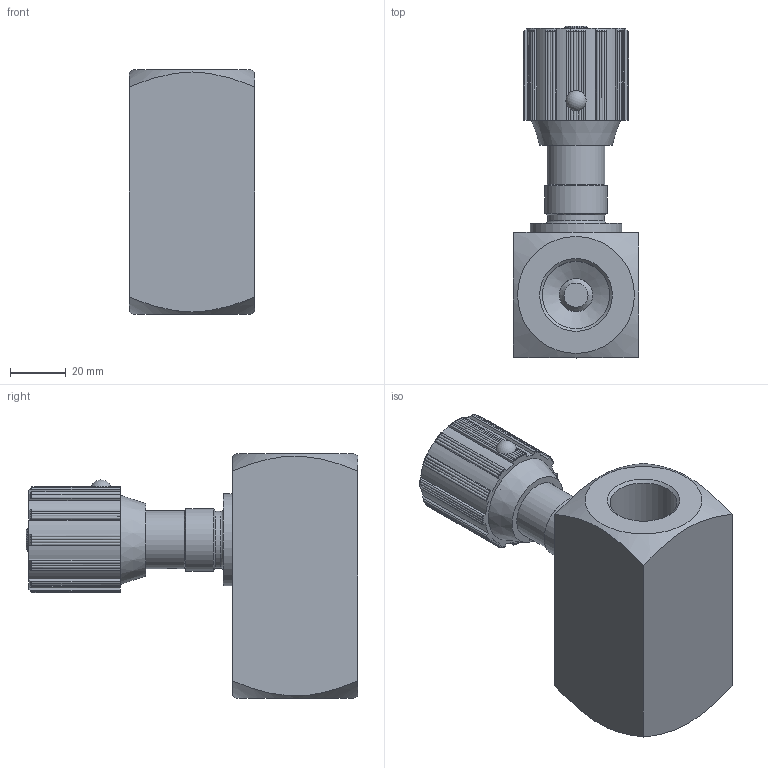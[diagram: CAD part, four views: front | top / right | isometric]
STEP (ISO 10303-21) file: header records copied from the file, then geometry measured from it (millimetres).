
FILE_DESCRIPTION(/* description */ (''),/* implementation_level */ '2;1');
FILE_NAME(/* name */ '94206-01-917-31743.stp',/* time_stamp */ '2018-01-31T15:58:46+01:00',/* author */ ('sbaus'),/* organization */ (''),/* preprocessor_version */ 'ST-DEVELOPER v17',/* originating_system */ 'Autodesk Inventor 2018',/* authorisation */ '');
FILE_SCHEMA (('AUTOMOTIVE_DESIGN { 1 0 10303 214 3 1 1 }'));
Length unit declared in the file: millimetre
Products named in the file (1): 94206-01-917-31743
Bounding box: 45 x 119.2 x 88 mm (x, y, z)
Volume: 183940.5 mm3; surface area: 50491.4 mm2
Topology: 1 solids, 1 shells, 421 faces, 1269 edges, 850 vertices
Faces by surface type: plane 183, cylinder 154, cone 77, bspline 3, torus 3, sphere 1
Full cylindrical faces by diameter (mm): 4 x1, 4.134 x1, 5.5 x1, 6.4 x1, 6.5 x1, 7.9 x1, 8 x2, 8.25 x7, 8.5 x1, 8.8 x1, 9.7 x2, 10 x1, 11.5 x1, 12 x1, 12.917 x1, 14 x1, 20.5 x1, 20.8 x2, 22.5 x1, 24.117 x2, 29.8 x1, 30 x1, 33 x1, 34 x1
Entity records: 22149 total; most frequent: CARTESIAN_POINT 10312, ORIENTED_EDGE 2552, DIRECTION 2291, EDGE_CURVE 1276, AXIS2_PLACEMENT_3D 873, VERTEX_POINT 850, LINE 545, VECTOR 545
